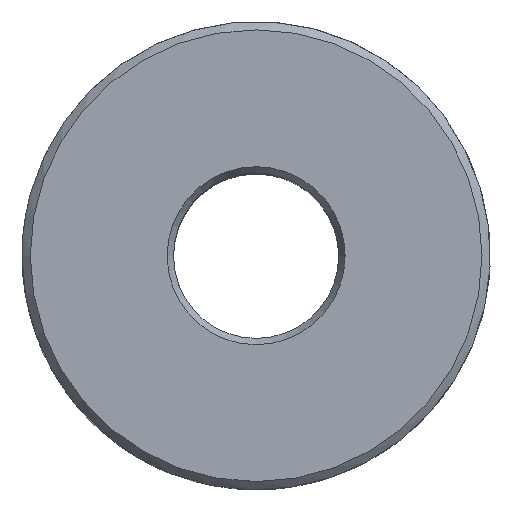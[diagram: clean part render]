
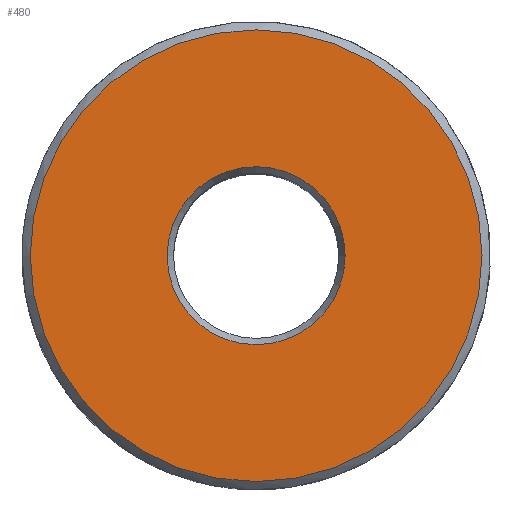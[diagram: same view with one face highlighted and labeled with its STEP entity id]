
A CAD part, top view. The second image highlights one B-rep face of the part: STEP entity #480.
In plain terms, the highlighted planar face has unit normal (0, 0, 1).
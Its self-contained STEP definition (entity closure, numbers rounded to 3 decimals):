
#1 = EDGE_CURVE ( 'NONE', #537, #537, #273, .T. ) ;
#25 = PLANE ( 'NONE',  #756 ) ;
#155 = CARTESIAN_POINT ( 'NONE',  ( 0., 0., 0. ) ) ;
#162 = DIRECTION ( 'NONE',  ( -1., 0., 0. ) ) ;
#183 = DIRECTION ( 'NONE',  ( 0., 0., -1. ) ) ;
#241 = CARTESIAN_POINT ( 'NONE',  ( -3.231, 0., 0. ) ) ;
#273 = CIRCLE ( 'NONE', #520, 8.2 ) ;
#283 = EDGE_LOOP ( 'NONE', ( #1256 ) ) ;
#288 = CARTESIAN_POINT ( 'NONE',  ( 0., 0., 0. ) ) ;
#350 = VERTEX_POINT ( 'NONE', #241 ) ;
#468 = FACE_BOUND ( 'NONE', #1201, .T. ) ;
#478 = DIRECTION ( 'NONE',  ( 0., 0., -1. ) ) ;
#480 = ADVANCED_FACE ( 'NONE', ( #468, #1113 ), #25, .F. ) ;
#520 = AXIS2_PLACEMENT_3D ( 'NONE', #155, #591, #162 ) ;
#537 = VERTEX_POINT ( 'NONE', #988 ) ;
#591 = DIRECTION ( 'NONE',  ( 0., 0., -1. ) ) ;
#616 = DIRECTION ( 'NONE',  ( -1., 0., 0. ) ) ;
#658 = ORIENTED_EDGE ( 'NONE', *, *, #1023, .T. ) ;
#756 = AXIS2_PLACEMENT_3D ( 'NONE', #1350, #478, #930 ) ;
#922 = AXIS2_PLACEMENT_3D ( 'NONE', #288, #183, #616 ) ;
#930 = DIRECTION ( 'NONE',  ( -1., 0., 0. ) ) ;
#944 = CIRCLE ( 'NONE', #922, 3.231 ) ;
#988 = CARTESIAN_POINT ( 'NONE',  ( -8.2, 0., 0. ) ) ;
#1023 = EDGE_CURVE ( 'NONE', #350, #350, #944, .T. ) ;
#1113 = FACE_OUTER_BOUND ( 'NONE', #283, .T. ) ;
#1201 = EDGE_LOOP ( 'NONE', ( #658 ) ) ;
#1256 = ORIENTED_EDGE ( 'NONE', *, *, #1, .F. ) ;
#1350 = CARTESIAN_POINT ( 'NONE',  ( 0., 3., 0. ) ) ;
